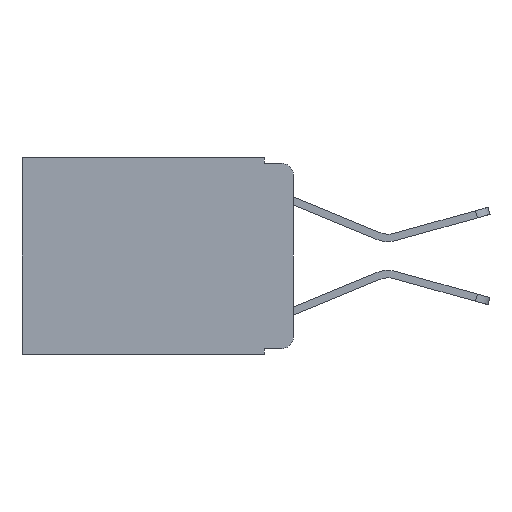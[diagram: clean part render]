
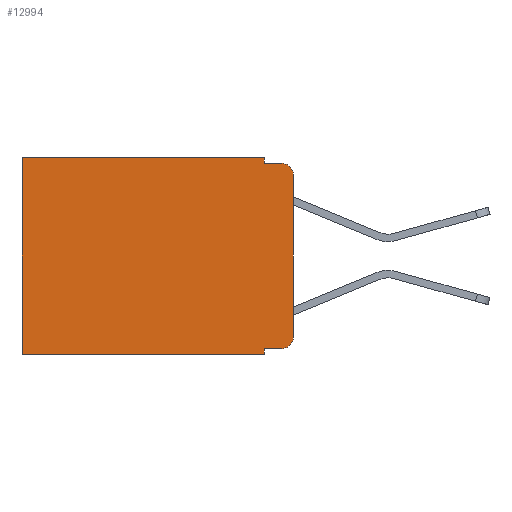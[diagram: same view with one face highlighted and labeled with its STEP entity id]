
A CAD part, left-side view. The second image highlights one B-rep face of the part: STEP entity #12994.
In plain terms, the highlighted planar face has unit normal (-1, 0, 0).
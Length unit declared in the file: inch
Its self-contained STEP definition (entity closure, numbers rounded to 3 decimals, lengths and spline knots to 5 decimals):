
#287 = EDGE_LOOP ( 'NONE', ( #1593, #6339, #2771, #8913, #1999, #1181, #5670, #1149, #2009, #5281 ) ) ;
#384 = DIRECTION ( 'NONE',  ( 1., 0., 0. ) ) ;
#508 = LINE ( 'NONE', #4588, #12698 ) ;
#822 = DIRECTION ( 'NONE',  ( 0., 0., -1. ) ) ;
#942 = VERTEX_POINT ( 'NONE', #10856 ) ;
#1149 = ORIENTED_EDGE ( 'NONE', *, *, #7532, .F. ) ;
#1181 = ORIENTED_EDGE ( 'NONE', *, *, #13087, .T. ) ;
#1217 = LINE ( 'NONE', #10371, #7215 ) ;
#1593 = ORIENTED_EDGE ( 'NONE', *, *, #12374, .F. ) ;
#1999 = ORIENTED_EDGE ( 'NONE', *, *, #13794, .T. ) ;
#2009 = ORIENTED_EDGE ( 'NONE', *, *, #13205, .T. ) ;
#2712 = CARTESIAN_POINT ( 'NONE',  ( 0.298, 0., 0. ) ) ;
#2726 = DIRECTION ( 'NONE',  ( -1., 0., 0. ) ) ;
#2771 = ORIENTED_EDGE ( 'NONE', *, *, #13935, .F. ) ;
#2948 = AXIS2_PLACEMENT_3D ( 'NONE', #6260, #384, #8439 ) ;
#3400 = VERTEX_POINT ( 'NONE', #5222 ) ;
#3557 = CIRCLE ( 'NONE', #4144, 0.02 ) ;
#3820 = VERTEX_POINT ( 'NONE', #5050 ) ;
#3937 = VECTOR ( 'NONE', #11960, 39.37008 ) ;
#4144 = AXIS2_PLACEMENT_3D ( 'NONE', #12180, #5469, #13361 ) ;
#4248 = CARTESIAN_POINT ( 'NONE',  ( 0.298, 0.051, -0.333 ) ) ;
#4426 = CARTESIAN_POINT ( 'NONE',  ( 0.298, 0.473, -0.343 ) ) ;
#4536 = CARTESIAN_POINT ( 'NONE',  ( 0.298, 0.051, -0.343 ) ) ;
#4588 = CARTESIAN_POINT ( 'NONE',  ( 0.298, 0.051, 0. ) ) ;
#4804 = AXIS2_PLACEMENT_3D ( 'NONE', #9595, #2726, #10781 ) ;
#5050 = CARTESIAN_POINT ( 'NONE',  ( 0.298, 0.473, 0. ) ) ;
#5121 = VECTOR ( 'NONE', #5510, 39.37008 ) ;
#5159 = VECTOR ( 'NONE', #5429, 39.37008 ) ;
#5222 = CARTESIAN_POINT ( 'NONE',  ( 0.298, 0., -0.313 ) ) ;
#5231 = CARTESIAN_POINT ( 'NONE',  ( 0.298, 0.051, -0.01 ) ) ;
#5248 = CARTESIAN_POINT ( 'NONE',  ( 0.298, 0.473, 0. ) ) ;
#5269 = EDGE_CURVE ( 'NONE', #10053, #7435, #1217, .T. ) ;
#5281 = ORIENTED_EDGE ( 'NONE', *, *, #5566, .T. ) ;
#5429 = DIRECTION ( 'NONE',  ( 0., 0., -1. ) ) ;
#5469 = DIRECTION ( 'NONE',  ( -1., 0., 0. ) ) ;
#5510 = DIRECTION ( 'NONE',  ( 0., -1., 0. ) ) ;
#5566 = EDGE_CURVE ( 'NONE', #14379, #3400, #3557, .T. ) ;
#5670 = ORIENTED_EDGE ( 'NONE', *, *, #5269, .F. ) ;
#5986 = LINE ( 'NONE', #5231, #11231 ) ;
#6260 = CARTESIAN_POINT ( 'NONE',  ( 0.298, 0., 0. ) ) ;
#6289 = CARTESIAN_POINT ( 'NONE',  ( 0.298, 0.051, -0.01 ) ) ;
#6339 = ORIENTED_EDGE ( 'NONE', *, *, #7843, .T. ) ;
#7042 = LINE ( 'NONE', #5248, #3937 ) ;
#7215 = VECTOR ( 'NONE', #11565, 39.37008 ) ;
#7261 = VERTEX_POINT ( 'NONE', #12234 ) ;
#7340 = VECTOR ( 'NONE', #14257, 39.37008 ) ;
#7435 = VERTEX_POINT ( 'NONE', #4426 ) ;
#7532 = EDGE_CURVE ( 'NONE', #7261, #10053, #508, .T. ) ;
#7682 = LINE ( 'NONE', #2712, #7340 ) ;
#7776 = CARTESIAN_POINT ( 'NONE',  ( 0.298, 0., -0.03 ) ) ;
#7843 = EDGE_CURVE ( 'NONE', #15195, #942, #11394, .T. ) ;
#8074 = LINE ( 'NONE', #8646, #8409 ) ;
#8333 = CARTESIAN_POINT ( 'NONE',  ( 0.298, 0.051, 0. ) ) ;
#8409 = VECTOR ( 'NONE', #14519, 39.37008 ) ;
#8439 = DIRECTION ( 'NONE',  ( 0., 0., -1. ) ) ;
#8587 = VERTEX_POINT ( 'NONE', #8333 ) ;
#8646 = CARTESIAN_POINT ( 'NONE',  ( 0.298, 0., 0. ) ) ;
#8913 = ORIENTED_EDGE ( 'NONE', *, *, #12373, .F. ) ;
#9595 = CARTESIAN_POINT ( 'NONE',  ( 0.298, 0.02, -0.03 ) ) ;
#10053 = VERTEX_POINT ( 'NONE', #4536 ) ;
#10371 = CARTESIAN_POINT ( 'NONE',  ( 0.298, 0., -0.343 ) ) ;
#10773 = DIRECTION ( 'NONE',  ( 0., -1., 0. ) ) ;
#10781 = DIRECTION ( 'NONE',  ( 0., 0., -1. ) ) ;
#10856 = CARTESIAN_POINT ( 'NONE',  ( 0.298, 0.02, -0.01 ) ) ;
#10960 = CARTESIAN_POINT ( 'NONE',  ( 0.298, 0.051, 0. ) ) ;
#11067 = LINE ( 'NONE', #4248, #5121 ) ;
#11231 = VECTOR ( 'NONE', #10773, 39.37008 ) ;
#11379 = VERTEX_POINT ( 'NONE', #6289 ) ;
#11394 = CIRCLE ( 'NONE', #4804, 0.02 ) ;
#11458 = LINE ( 'NONE', #10960, #5159 ) ;
#11565 = DIRECTION ( 'NONE',  ( 0., 1., 0. ) ) ;
#11852 = PLANE ( 'NONE',  #2948 ) ;
#11960 = DIRECTION ( 'NONE',  ( 0., 0., -1. ) ) ;
#12180 = CARTESIAN_POINT ( 'NONE',  ( 0.298, 0.02, -0.313 ) ) ;
#12234 = CARTESIAN_POINT ( 'NONE',  ( 0.298, 0.051, -0.333 ) ) ;
#12373 = EDGE_CURVE ( 'NONE', #8587, #11379, #11458, .T. ) ;
#12374 = EDGE_CURVE ( 'NONE', #15195, #3400, #8074, .T. ) ;
#12698 = VECTOR ( 'NONE', #822, 39.37008 ) ;
#12994 = ADVANCED_FACE ( 'NONE', ( #13477 ), #11852, .F. ) ;
#13005 = CARTESIAN_POINT ( 'NONE',  ( 0.298, 0.02, -0.333 ) ) ;
#13087 = EDGE_CURVE ( 'NONE', #3820, #7435, #7042, .T. ) ;
#13205 = EDGE_CURVE ( 'NONE', #7261, #14379, #11067, .T. ) ;
#13361 = DIRECTION ( 'NONE',  ( 0., 0., -1. ) ) ;
#13477 = FACE_OUTER_BOUND ( 'NONE', #287, .T. ) ;
#13794 = EDGE_CURVE ( 'NONE', #8587, #3820, #7682, .T. ) ;
#13935 = EDGE_CURVE ( 'NONE', #11379, #942, #5986, .T. ) ;
#14257 = DIRECTION ( 'NONE',  ( 0., 1., 0. ) ) ;
#14379 = VERTEX_POINT ( 'NONE', #13005 ) ;
#14519 = DIRECTION ( 'NONE',  ( 0., 0., -1. ) ) ;
#15195 = VERTEX_POINT ( 'NONE', #7776 ) ;
